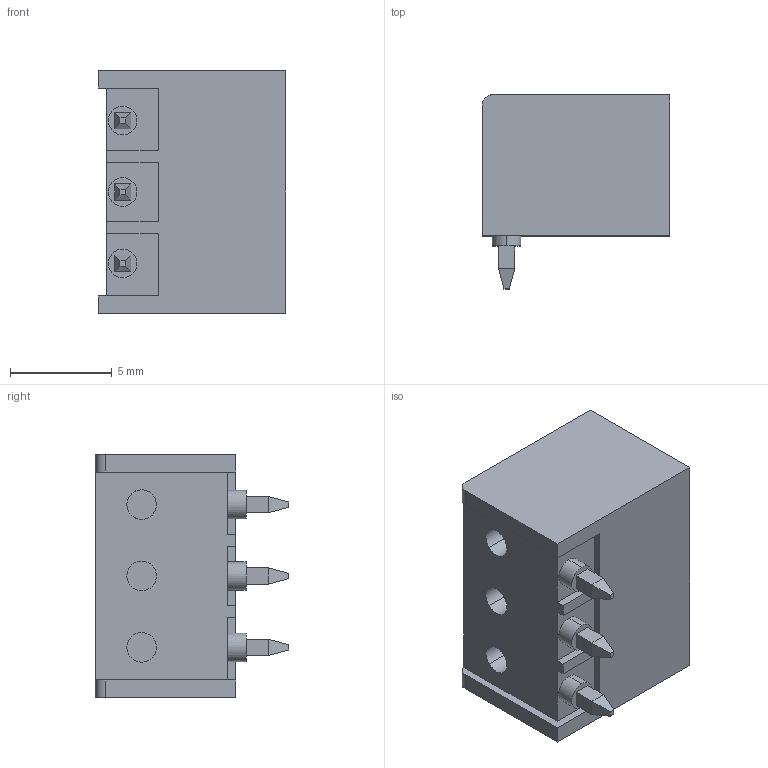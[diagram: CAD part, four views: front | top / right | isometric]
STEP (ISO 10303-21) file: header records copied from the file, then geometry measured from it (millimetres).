
FILE_DESCRIPTION(('SolidDesigner STEP Export'),'2;1');
FILE_NAME('mc_1.5-3-g-3.5_p26.stp','2012-11-13T10:34:08',(''),(''),'Creo Elements/Direct Modeling STEP processor for AP214 (Solid Model)','Creo Elements/Direct Modeling 18.1 06-May-2012 (C) Parametric Technology GmbH','');
FILE_SCHEMA(('AUTOMOTIVE_DESIGN { 1 0 10303 214 1 1 1 1 }'));
Length unit declared in the file: millimetre
Products named in the file (2): mc_1.5-3-g-3.5_p26
Assembly tree (1 placements, depth 2):
  mc_1.5-3-g-3.5_p26
    mc_1.5-3-g-3.5_p26
Bounding box: 9.2 x 9.5 x 11.89 mm (x, y, z)
Volume: 407.1 mm3; surface area: 1054.5 mm2
Topology: 1 solids, 1 shells, 219 faces, 571 edges, 376 vertices
Faces by surface type: plane 162, cylinder 35, extrusion 19, cone 3
Entity records: 7508 total; most frequent: CARTESIAN_POINT 1781, ORIENTED_EDGE 1142, DIRECTION 971, EDGE_CURVE 571, VECTOR 453, LINE 434, VERTEX_POINT 376, AXIS2_PLACEMENT_3D 259
